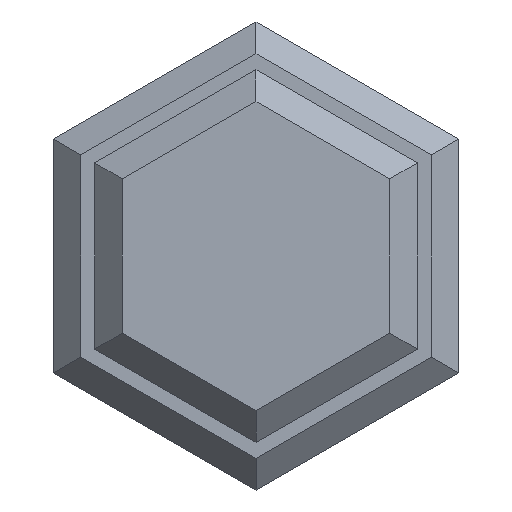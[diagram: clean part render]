
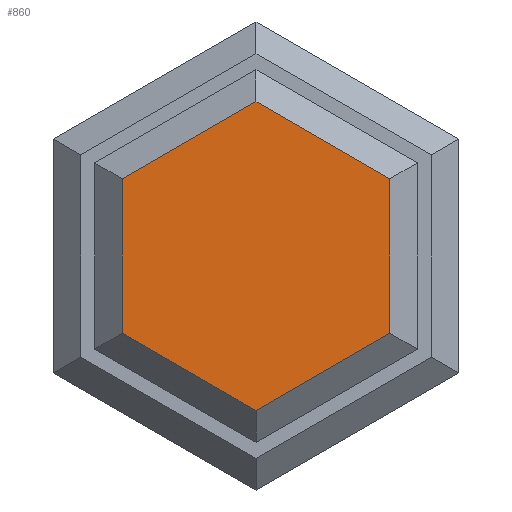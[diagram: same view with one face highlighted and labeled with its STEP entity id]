
A CAD part, left-side view. The second image highlights one B-rep face of the part: STEP entity #860.
In plain terms, the highlighted planar face has unit normal (-1, 0, 0).
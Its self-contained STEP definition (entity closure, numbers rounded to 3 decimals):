
#39=PLANE('',#916);
#85=FACE_OUTER_BOUND('',#136,.T.);
#136=EDGE_LOOP('',(#699,#700,#701,#702,#703,#704));
#234=LINE('',#1994,#323);
#238=LINE('',#2002,#327);
#241=LINE('',#2008,#330);
#244=LINE('',#2014,#333);
#248=LINE('',#2022,#337);
#251=LINE('',#2026,#340);
#323=VECTOR('',#1030,10.);
#327=VECTOR('',#1036,10.);
#330=VECTOR('',#1041,10.);
#333=VECTOR('',#1046,10.);
#337=VECTOR('',#1052,10.);
#340=VECTOR('',#1057,10.);
#422=VERTEX_POINT('',#1992);
#423=VERTEX_POINT('',#1993);
#426=VERTEX_POINT('',#2001);
#428=VERTEX_POINT('',#2007);
#430=VERTEX_POINT('',#2013);
#433=VERTEX_POINT('',#2021);
#516=EDGE_CURVE('',#422,#423,#234,.T.);
#520=EDGE_CURVE('',#423,#426,#238,.T.);
#523=EDGE_CURVE('',#426,#428,#241,.T.);
#526=EDGE_CURVE('',#428,#430,#244,.T.);
#530=EDGE_CURVE('',#430,#433,#248,.T.);
#533=EDGE_CURVE('',#433,#422,#251,.T.);
#699=ORIENTED_EDGE('',*,*,#516,.F.);
#700=ORIENTED_EDGE('',*,*,#533,.F.);
#701=ORIENTED_EDGE('',*,*,#530,.F.);
#702=ORIENTED_EDGE('',*,*,#526,.F.);
#703=ORIENTED_EDGE('',*,*,#523,.F.);
#704=ORIENTED_EDGE('',*,*,#520,.F.);
#860=ADVANCED_FACE('',(#85),#39,.T.);
#916=AXIS2_PLACEMENT_3D('',#2034,#1068,#1069);
#1030=DIRECTION('',(0.,0.,-1.));
#1036=DIRECTION('',(0.,0.866,-0.5));
#1041=DIRECTION('',(0.,0.866,0.5));
#1046=DIRECTION('',(0.,0.,1.));
#1052=DIRECTION('',(0.,-0.866,0.5));
#1057=DIRECTION('',(0.,-0.866,-0.5));
#1068=DIRECTION('center_axis',(-1.,0.,0.));
#1069=DIRECTION('ref_axis',(0.,0.,1.));
#1992=CARTESIAN_POINT('',(-83.85,91.806,9.6));
#1993=CARTESIAN_POINT('',(-83.85,91.806,-1.6));
#1994=CARTESIAN_POINT('',(-83.85,91.806,0.623));
#2001=CARTESIAN_POINT('',(-83.85,101.506,-7.201));
#2002=CARTESIAN_POINT('',(-83.85,99.581,-6.089));
#2007=CARTESIAN_POINT('',(-83.85,111.206,-1.6));
#2008=CARTESIAN_POINT('',(-83.85,109.281,-2.712));
#2013=CARTESIAN_POINT('',(-83.85,111.206,9.6));
#2014=CARTESIAN_POINT('',(-83.85,111.206,7.377));
#2021=CARTESIAN_POINT('',(-83.85,101.506,15.201));
#2022=CARTESIAN_POINT('',(-83.85,103.431,14.089));
#2026=CARTESIAN_POINT('',(-83.85,93.731,10.712));
#2034=CARTESIAN_POINT('Origin',(-83.85,101.506,4.));
